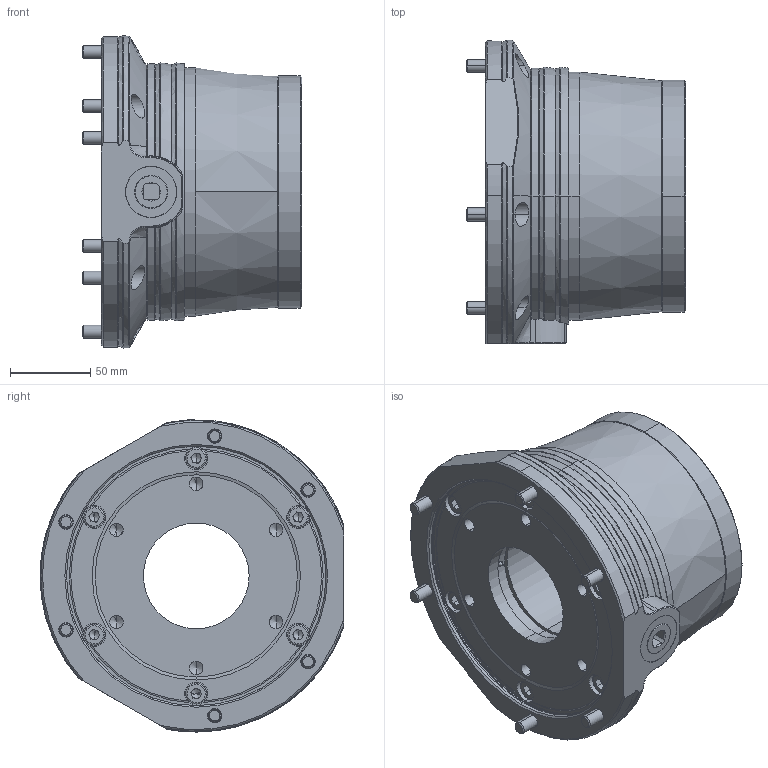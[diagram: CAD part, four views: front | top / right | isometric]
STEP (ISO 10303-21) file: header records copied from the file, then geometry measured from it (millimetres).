
FILE_DESCRIPTION(/* description */ (''),/* implementation_level */ '2;1');
FILE_NAME(/* name */ 'Torok SE 65.step',/* time_stamp */ '2025-03-06T08:55:33+01:00',/* author */ ('xavier morvan'),/* organization */ ('Unknown'),/* preprocessor_version */ 'ST-DEVELOPER v20',/* originating_system */ 'Autodesk Manufacturing Data Exchange Utility2025.0.2.920201',/* authorisation */ '');
FILE_SCHEMA (('AUTOMOTIVE_DESIGN { 1 0 10303 214 3 1 1 }'));
Length unit declared in the file: millimetre
Products named in the file (1): partANN::DOCUMENT
Bounding box: 137 x 189.7 x 194.86 mm (x, y, z)
Volume: 1831784.1 mm3; surface area: 177476.7 mm2
Topology: 7 solids, 19 shells, 737 faces, 1785 edges, 1087 vertices
Faces by surface type: plane 265, cylinder 209, cone 154, bspline 109
Entity records: 30275 total; most frequent: CARTESIAN_POINT 13713, ORIENTED_EDGE 3450, DIRECTION 3447, EDGE_CURVE 1725, AXIS2_PLACEMENT_3D 1361, VERTEX_POINT 1087, EDGE_LOOP 824, FACE_OUTER_BOUND 737
